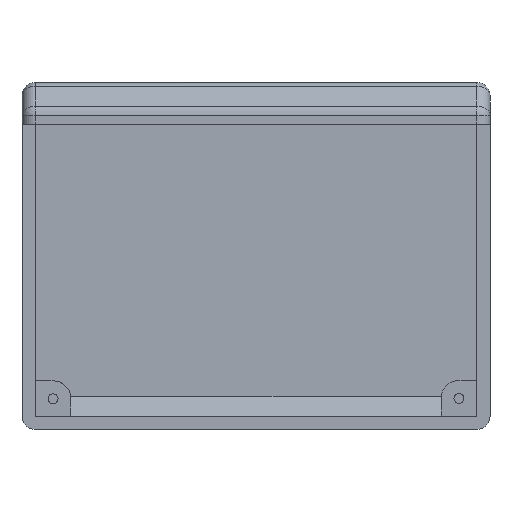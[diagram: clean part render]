
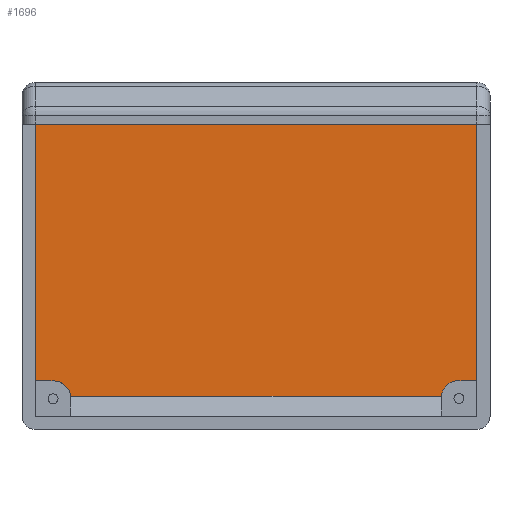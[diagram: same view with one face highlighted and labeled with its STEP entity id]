
A CAD part, front view. The second image highlights one B-rep face of the part: STEP entity #1696.
In plain terms, the highlighted planar face has unit normal (0, -1, 0).
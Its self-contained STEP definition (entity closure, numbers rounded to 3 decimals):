
#156 = PLANE('',#157);
#157 = AXIS2_PLACEMENT_3D('',#158,#159,#160);
#158 = CARTESIAN_POINT('',(62.62,15.519,-11.936));
#159 = DIRECTION('',(-1.,0.,0.));
#160 = DIRECTION('',(0.,0.,-1.));
#184 = PLANE('',#185);
#185 = AXIS2_PLACEMENT_3D('',#186,#187,#188);
#186 = CARTESIAN_POINT('',(-4.2,20.55,5.2));
#187 = DIRECTION('',(0.,0.707,0.707));
#188 = DIRECTION('',(1.,0.,0.));
#212 = PLANE('',#213);
#213 = AXIS2_PLACEMENT_3D('',#214,#215,#216);
#214 = CARTESIAN_POINT('',(-4.2,15.52,-11.937));
#215 = DIRECTION('',(1.,0.,0.));
#216 = DIRECTION('',(0.,0.,1.));
#715 = VERTEX_POINT('',#716);
#716 = CARTESIAN_POINT('',(-4.2,22.05,-36.45));
#730 = PLANE('',#731);
#731 = AXIS2_PLACEMENT_3D('',#732,#733,#734);
#732 = CARTESIAN_POINT('',(1.2,16.85,-36.45));
#733 = DIRECTION('',(0.,0.,1.));
#734 = DIRECTION('',(-1.,0.,0.));
#742 = EDGE_CURVE('',#743,#715,#745,.T.);
#743 = VERTEX_POINT('',#744);
#744 = CARTESIAN_POINT('',(-4.2,22.05,3.7));
#745 = SURFACE_CURVE('',#746,(#750,#757),.PCURVE_S1.);
#746 = LINE('',#747,#748);
#747 = CARTESIAN_POINT('',(-4.2,22.05,6.7));
#748 = VECTOR('',#749,1.);
#749 = DIRECTION('',(0.,0.,-1.));
#750 = PCURVE('',#212,#751);
#751 = DEFINITIONAL_REPRESENTATION('',(#752),#756);
#752 = LINE('',#753,#754);
#753 = CARTESIAN_POINT('',(18.637,-6.53));
#754 = VECTOR('',#755,1.);
#755 = DIRECTION('',(-1.,0.));
#756 = ( GEOMETRIC_REPRESENTATION_CONTEXT(2) 
PARAMETRIC_REPRESENTATION_CONTEXT() REPRESENTATION_CONTEXT('2D SPACE',''
  ) );
#757 = PCURVE('',#758,#763);
#758 = PLANE('',#759);
#759 = AXIS2_PLACEMENT_3D('',#760,#761,#762);
#760 = CARTESIAN_POINT('',(-4.2,22.05,6.7));
#761 = DIRECTION('',(0.,1.,0.));
#762 = DIRECTION('',(0.,0.,-1.));
#763 = DEFINITIONAL_REPRESENTATION('',(#764),#768);
#764 = LINE('',#765,#766);
#765 = CARTESIAN_POINT('',(0.,0.));
#766 = VECTOR('',#767,1.);
#767 = DIRECTION('',(1.,0.));
#768 = ( GEOMETRIC_REPRESENTATION_CONTEXT(2) 
PARAMETRIC_REPRESENTATION_CONTEXT() REPRESENTATION_CONTEXT('2D SPACE',''
  ) );
#798 = VERTEX_POINT('',#799);
#799 = CARTESIAN_POINT('',(62.62,22.05,3.7));
#820 = EDGE_CURVE('',#743,#798,#821,.T.);
#821 = SURFACE_CURVE('',#822,(#826,#833),.PCURVE_S1.);
#822 = LINE('',#823,#824);
#823 = CARTESIAN_POINT('',(-4.2,22.05,3.7));
#824 = VECTOR('',#825,1.);
#825 = DIRECTION('',(1.,0.,0.));
#826 = PCURVE('',#184,#827);
#827 = DEFINITIONAL_REPRESENTATION('',(#828),#832);
#828 = LINE('',#829,#830);
#829 = CARTESIAN_POINT('',(0.,2.121));
#830 = VECTOR('',#831,1.);
#831 = DIRECTION('',(1.,0.));
#832 = ( GEOMETRIC_REPRESENTATION_CONTEXT(2) 
PARAMETRIC_REPRESENTATION_CONTEXT() REPRESENTATION_CONTEXT('2D SPACE',''
  ) );
#833 = PCURVE('',#758,#834);
#834 = DEFINITIONAL_REPRESENTATION('',(#835),#839);
#835 = LINE('',#836,#837);
#836 = CARTESIAN_POINT('',(3.,0.));
#837 = VECTOR('',#838,1.);
#838 = DIRECTION('',(0.,-1.));
#839 = ( GEOMETRIC_REPRESENTATION_CONTEXT(2) 
PARAMETRIC_REPRESENTATION_CONTEXT() REPRESENTATION_CONTEXT('2D SPACE',''
  ) );
#896 = EDGE_CURVE('',#798,#897,#899,.T.);
#897 = VERTEX_POINT('',#898);
#898 = CARTESIAN_POINT('',(62.62,22.05,-36.4));
#899 = SURFACE_CURVE('',#900,(#904,#911),.PCURVE_S1.);
#900 = LINE('',#901,#902);
#901 = CARTESIAN_POINT('',(62.62,22.05,6.7));
#902 = VECTOR('',#903,1.);
#903 = DIRECTION('',(0.,0.,-1.));
#904 = PCURVE('',#156,#905);
#905 = DEFINITIONAL_REPRESENTATION('',(#906),#910);
#906 = LINE('',#907,#908);
#907 = CARTESIAN_POINT('',(-18.636,-6.531));
#908 = VECTOR('',#909,1.);
#909 = DIRECTION('',(1.,0.));
#910 = ( GEOMETRIC_REPRESENTATION_CONTEXT(2) 
PARAMETRIC_REPRESENTATION_CONTEXT() REPRESENTATION_CONTEXT('2D SPACE',''
  ) );
#911 = PCURVE('',#758,#912);
#912 = DEFINITIONAL_REPRESENTATION('',(#913),#917);
#913 = LINE('',#914,#915);
#914 = CARTESIAN_POINT('',(0.,-66.82));
#915 = VECTOR('',#916,1.);
#916 = DIRECTION('',(1.,0.));
#917 = ( GEOMETRIC_REPRESENTATION_CONTEXT(2) 
PARAMETRIC_REPRESENTATION_CONTEXT() REPRESENTATION_CONTEXT('2D SPACE',''
  ) );
#935 = PLANE('',#936);
#936 = AXIS2_PLACEMENT_3D('',#937,#938,#939);
#937 = CARTESIAN_POINT('',(57.22,16.85,-36.4));
#938 = DIRECTION('',(0.,0.,-1.));
#939 = DIRECTION('',(1.,0.,0.));
#1473 = PLANE('',#1474);
#1474 = AXIS2_PLACEMENT_3D('',#1475,#1476,#1477);
#1475 = CARTESIAN_POINT('',(-4.2,20.55,-40.3));
#1476 = DIRECTION('',(0.,0.707,-0.707));
#1477 = DIRECTION('',(1.,0.,0.));
#1580 = CYLINDRICAL_SURFACE('',#1581,2.7);
#1581 = AXIS2_PLACEMENT_3D('',#1582,#1583,#1584);
#1582 = CARTESIAN_POINT('',(-1.5,16.85,-39.15));
#1583 = DIRECTION('',(0.,1.,0.));
#1584 = DIRECTION('',(0.,0.,1.));
#1653 = VERTEX_POINT('',#1654);
#1654 = CARTESIAN_POINT('',(-1.5,22.05,-36.45));
#1675 = EDGE_CURVE('',#715,#1653,#1676,.T.);
#1676 = SURFACE_CURVE('',#1677,(#1681,#1688),.PCURVE_S1.);
#1677 = LINE('',#1678,#1679);
#1678 = CARTESIAN_POINT('',(-1.5,22.05,-36.45));
#1679 = VECTOR('',#1680,1.);
#1680 = DIRECTION('',(1.,0.,0.));
#1681 = PCURVE('',#730,#1682);
#1682 = DEFINITIONAL_REPRESENTATION('',(#1683),#1687);
#1683 = LINE('',#1684,#1685);
#1684 = CARTESIAN_POINT('',(2.7,-5.2));
#1685 = VECTOR('',#1686,1.);
#1686 = DIRECTION('',(-1.,0.));
#1687 = ( GEOMETRIC_REPRESENTATION_CONTEXT(2) 
PARAMETRIC_REPRESENTATION_CONTEXT() REPRESENTATION_CONTEXT('2D SPACE',''
  ) );
#1688 = PCURVE('',#758,#1689);
#1689 = DEFINITIONAL_REPRESENTATION('',(#1690),#1694);
#1690 = LINE('',#1691,#1692);
#1691 = CARTESIAN_POINT('',(43.15,-2.7));
#1692 = VECTOR('',#1693,1.);
#1693 = DIRECTION('',(0.,-1.));
#1694 = ( GEOMETRIC_REPRESENTATION_CONTEXT(2) 
PARAMETRIC_REPRESENTATION_CONTEXT() REPRESENTATION_CONTEXT('2D SPACE',''
  ) );
#1696 = ADVANCED_FACE('',(#1697),#758,.F.);
#1697 = FACE_BOUND('',#1698,.F.);
#1698 = EDGE_LOOP('',(#1699,#1724,#1746,#1747,#1748,#1749,#1750,#1773));
#1699 = ORIENTED_EDGE('',*,*,#1700,.F.);
#1700 = EDGE_CURVE('',#1701,#1703,#1705,.T.);
#1701 = VERTEX_POINT('',#1702);
#1702 = CARTESIAN_POINT('',(1.177,22.05,-38.8));
#1703 = VERTEX_POINT('',#1704);
#1704 = CARTESIAN_POINT('',(57.237,22.05,-38.8));
#1705 = SURFACE_CURVE('',#1706,(#1710,#1717),.PCURVE_S1.);
#1706 = LINE('',#1707,#1708);
#1707 = CARTESIAN_POINT('',(-4.2,22.05,-38.8));
#1708 = VECTOR('',#1709,1.);
#1709 = DIRECTION('',(1.,0.,0.));
#1710 = PCURVE('',#758,#1711);
#1711 = DEFINITIONAL_REPRESENTATION('',(#1712),#1716);
#1712 = LINE('',#1713,#1714);
#1713 = CARTESIAN_POINT('',(45.5,0.));
#1714 = VECTOR('',#1715,1.);
#1715 = DIRECTION('',(0.,-1.));
#1716 = ( GEOMETRIC_REPRESENTATION_CONTEXT(2) 
PARAMETRIC_REPRESENTATION_CONTEXT() REPRESENTATION_CONTEXT('2D SPACE',''
  ) );
#1717 = PCURVE('',#1473,#1718);
#1718 = DEFINITIONAL_REPRESENTATION('',(#1719),#1723);
#1719 = LINE('',#1720,#1721);
#1720 = CARTESIAN_POINT('',(0.,-2.121));
#1721 = VECTOR('',#1722,1.);
#1722 = DIRECTION('',(1.,0.));
#1723 = ( GEOMETRIC_REPRESENTATION_CONTEXT(2) 
PARAMETRIC_REPRESENTATION_CONTEXT() REPRESENTATION_CONTEXT('2D SPACE',''
  ) );
#1724 = ORIENTED_EDGE('',*,*,#1725,.F.);
#1725 = EDGE_CURVE('',#1653,#1701,#1726,.T.);
#1726 = SURFACE_CURVE('',#1727,(#1732,#1739),.PCURVE_S1.);
#1727 = CIRCLE('',#1728,2.7);
#1728 = AXIS2_PLACEMENT_3D('',#1729,#1730,#1731);
#1729 = CARTESIAN_POINT('',(-1.5,22.05,-39.15));
#1730 = DIRECTION('',(0.,1.,0.));
#1731 = DIRECTION('',(-1.,0.,0.));
#1732 = PCURVE('',#758,#1733);
#1733 = DEFINITIONAL_REPRESENTATION('',(#1734),#1738);
#1734 = CIRCLE('',#1735,2.7);
#1735 = AXIS2_PLACEMENT_2D('',#1736,#1737);
#1736 = CARTESIAN_POINT('',(45.85,-2.7));
#1737 = DIRECTION('',(0.,1.));
#1738 = ( GEOMETRIC_REPRESENTATION_CONTEXT(2) 
PARAMETRIC_REPRESENTATION_CONTEXT() REPRESENTATION_CONTEXT('2D SPACE',''
  ) );
#1739 = PCURVE('',#1580,#1740);
#1740 = DEFINITIONAL_REPRESENTATION('',(#1741),#1745);
#1741 = LINE('',#1742,#1743);
#1742 = CARTESIAN_POINT('',(-1.571,5.2));
#1743 = VECTOR('',#1744,1.);
#1744 = DIRECTION('',(1.,0.));
#1745 = ( GEOMETRIC_REPRESENTATION_CONTEXT(2) 
PARAMETRIC_REPRESENTATION_CONTEXT() REPRESENTATION_CONTEXT('2D SPACE',''
  ) );
#1746 = ORIENTED_EDGE('',*,*,#1675,.F.);
#1747 = ORIENTED_EDGE('',*,*,#742,.F.);
#1748 = ORIENTED_EDGE('',*,*,#820,.T.);
#1749 = ORIENTED_EDGE('',*,*,#896,.T.);
#1750 = ORIENTED_EDGE('',*,*,#1751,.T.);
#1751 = EDGE_CURVE('',#897,#1752,#1754,.T.);
#1752 = VERTEX_POINT('',#1753);
#1753 = CARTESIAN_POINT('',(59.92,22.05,-36.4));
#1754 = SURFACE_CURVE('',#1755,(#1759,#1766),.PCURVE_S1.);
#1755 = LINE('',#1756,#1757);
#1756 = CARTESIAN_POINT('',(26.51,22.05,-36.4));
#1757 = VECTOR('',#1758,1.);
#1758 = DIRECTION('',(-1.,0.,0.));
#1759 = PCURVE('',#758,#1760);
#1760 = DEFINITIONAL_REPRESENTATION('',(#1761),#1765);
#1761 = LINE('',#1762,#1763);
#1762 = CARTESIAN_POINT('',(43.1,-30.71));
#1763 = VECTOR('',#1764,1.);
#1764 = DIRECTION('',(0.,1.));
#1765 = ( GEOMETRIC_REPRESENTATION_CONTEXT(2) 
PARAMETRIC_REPRESENTATION_CONTEXT() REPRESENTATION_CONTEXT('2D SPACE',''
  ) );
#1766 = PCURVE('',#935,#1767);
#1767 = DEFINITIONAL_REPRESENTATION('',(#1768),#1772);
#1768 = LINE('',#1769,#1770);
#1769 = CARTESIAN_POINT('',(-30.71,-5.2));
#1770 = VECTOR('',#1771,1.);
#1771 = DIRECTION('',(-1.,0.));
#1772 = ( GEOMETRIC_REPRESENTATION_CONTEXT(2) 
PARAMETRIC_REPRESENTATION_CONTEXT() REPRESENTATION_CONTEXT('2D SPACE',''
  ) );
#1773 = ORIENTED_EDGE('',*,*,#1774,.F.);
#1774 = EDGE_CURVE('',#1703,#1752,#1775,.T.);
#1775 = SURFACE_CURVE('',#1776,(#1781,#1788),.PCURVE_S1.);
#1776 = CIRCLE('',#1777,2.7);
#1777 = AXIS2_PLACEMENT_3D('',#1778,#1779,#1780);
#1778 = CARTESIAN_POINT('',(59.92,22.05,-39.1));
#1779 = DIRECTION('',(0.,1.,0.));
#1780 = DIRECTION('',(-1.,0.,0.));
#1781 = PCURVE('',#758,#1782);
#1782 = DEFINITIONAL_REPRESENTATION('',(#1783),#1787);
#1783 = CIRCLE('',#1784,2.7);
#1784 = AXIS2_PLACEMENT_2D('',#1785,#1786);
#1785 = CARTESIAN_POINT('',(45.8,-64.12));
#1786 = DIRECTION('',(0.,1.));
#1787 = ( GEOMETRIC_REPRESENTATION_CONTEXT(2) 
PARAMETRIC_REPRESENTATION_CONTEXT() REPRESENTATION_CONTEXT('2D SPACE',''
  ) );
#1788 = PCURVE('',#1789,#1794);
#1789 = CYLINDRICAL_SURFACE('',#1790,2.7);
#1790 = AXIS2_PLACEMENT_3D('',#1791,#1792,#1793);
#1791 = CARTESIAN_POINT('',(59.92,16.85,-39.1));
#1792 = DIRECTION('',(0.,1.,0.));
#1793 = DIRECTION('',(-1.,0.,0.));
#1794 = DEFINITIONAL_REPRESENTATION('',(#1795),#1799);
#1795 = LINE('',#1796,#1797);
#1796 = CARTESIAN_POINT('',(0.,5.2));
#1797 = VECTOR('',#1798,1.);
#1798 = DIRECTION('',(1.,0.));
#1799 = ( GEOMETRIC_REPRESENTATION_CONTEXT(2) 
PARAMETRIC_REPRESENTATION_CONTEXT() REPRESENTATION_CONTEXT('2D SPACE',''
  ) );
